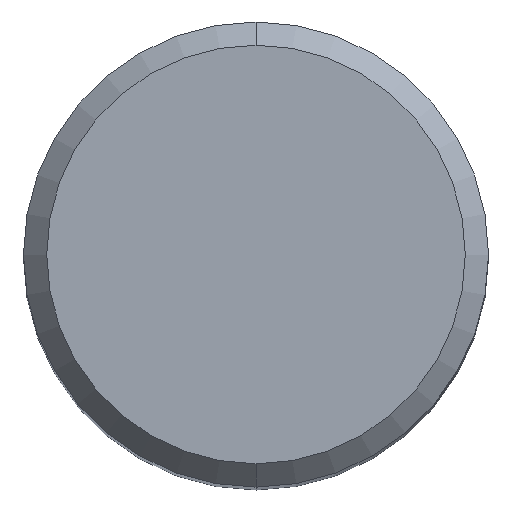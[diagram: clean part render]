
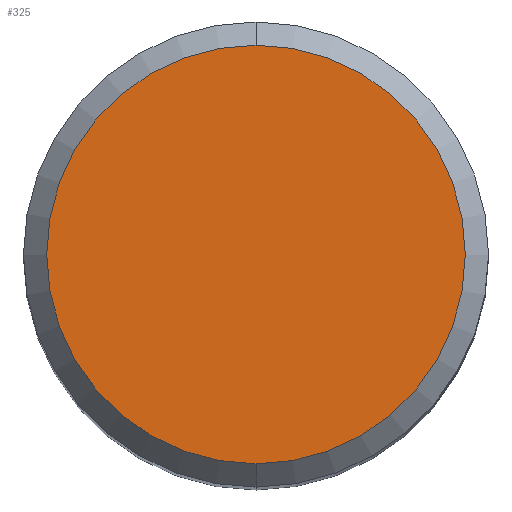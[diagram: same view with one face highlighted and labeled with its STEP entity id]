
A CAD part, top view. The second image highlights one B-rep face of the part: STEP entity #325.
In plain terms, the highlighted planar face has unit normal (0, 0, 1).
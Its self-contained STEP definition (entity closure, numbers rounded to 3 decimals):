
#305=VERTEX_POINT('',#609);
#325=ADVANCED_FACE('',(#631),#632,.T.);
#349=EDGE_CURVE('',#411,#305,#659,.T.);
#383=EDGE_CURVE('',#305,#411,#697,.T.);
#411=VERTEX_POINT('',#727);
#609=CARTESIAN_POINT('',(0.0,5.4,0.0));
#631=FACE_OUTER_BOUND('',#1187,.T.);
#632=PLANE('',#1188);
#659=CIRCLE('',#1251,5.4);
#697=CIRCLE('',#1307,5.4);
#727=CARTESIAN_POINT('',(0.,-5.4,0.0));
#1187=EDGE_LOOP('',(#1635,#1636));
#1188=AXIS2_PLACEMENT_3D('',#1637,#1638,#1639);
#1251=AXIS2_PLACEMENT_3D('',#1674,#1675,#1676);
#1307=AXIS2_PLACEMENT_3D('',#1715,#1716,#1717);
#1635=ORIENTED_EDGE('',*,*,#383,.F.);
#1636=ORIENTED_EDGE('',*,*,#349,.F.);
#1637=CARTESIAN_POINT('',(0.0,2.7,0.0));
#1638=DIRECTION('',(-0.0,0.0,1.0));
#1639=DIRECTION('',(0.0,-1.0,0.0));
#1674=CARTESIAN_POINT('',(0.0,0.0,0.0));
#1675=DIRECTION('',(0.0,0.0,-1.0));
#1676=DIRECTION('',(0.0,1.0,0.0));
#1715=CARTESIAN_POINT('',(0.0,0.0,0.0));
#1716=DIRECTION('',(0.0,0.0,-1.0));
#1717=DIRECTION('',(0.0,1.0,0.0));
